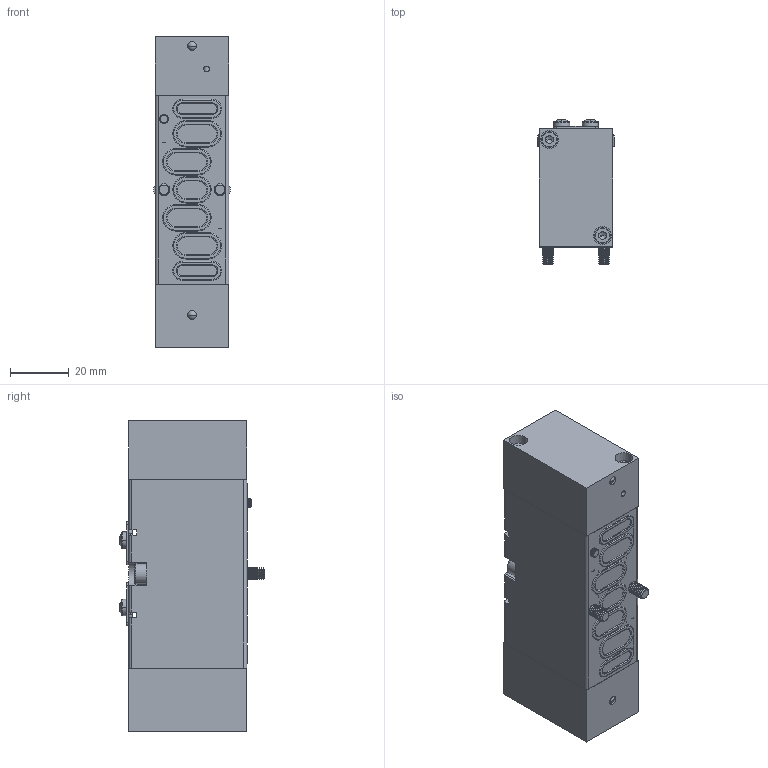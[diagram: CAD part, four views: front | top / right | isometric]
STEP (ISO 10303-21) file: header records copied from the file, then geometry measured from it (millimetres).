
FILE_DESCRIPTION (( 'STEP AP214' ), '1' );
FILE_NAME ('05_178_4.STEP', '2016-02-29T13:38:58', ( '' ), ( '' ), 'SwSTEP 2.0', 'SolidWorks 2016', '' );
FILE_SCHEMA (( 'AUTOMOTIVE_DESIGN' ));
Length unit declared in the file: millimetre
Products named in the file (1): 05_178_4
Bounding box: 26 x 49.15 x 105.5 mm (x, y, z)
Volume: 107007 mm3; surface area: 27477.6 mm2
Topology: 17 solids, 17 shells, 2471 faces, 6414 edges, 3958 vertices
Faces by surface type: cone 1182, cylinder 778, plane 331, torus 128, bspline 36, sphere 16
Entity records: 79146 total; most frequent: CARTESIAN_POINT 15045, DIRECTION 14754, ORIENTED_EDGE 12716, EDGE_CURVE 6358, AXIS2_PLACEMENT_3D 6127, VERTEX_POINT 3946, CIRCLE 3691, EDGE_LOOP 2510
